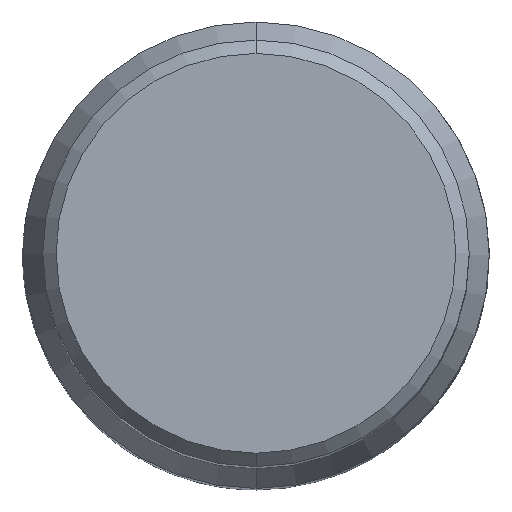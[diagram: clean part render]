
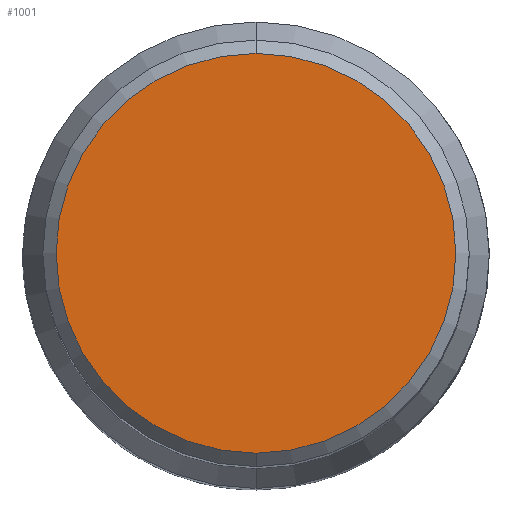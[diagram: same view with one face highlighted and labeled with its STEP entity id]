
A CAD part, top view. The second image highlights one B-rep face of the part: STEP entity #1001.
In plain terms, the highlighted planar face has unit normal (0, 0, 1).
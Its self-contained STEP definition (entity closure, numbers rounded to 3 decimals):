
#967=VERTEX_POINT('',#1907);
#981=EDGE_CURVE('',#967,#1269,#1921,.T.);
#1001=ADVANCED_FACE('',(#1943),#1944,.T.);
#1155=EDGE_CURVE('',#1269,#967,#2112,.T.);
#1269=VERTEX_POINT('',#2236);
#1907=CARTESIAN_POINT('',(0.0,15.0,0.0));
#1921=CIRCLE('',#3441,15.0);
#1943=FACE_OUTER_BOUND('',#3469,.T.);
#1944=PLANE('',#3470);
#2112=CIRCLE('',#3780,15.0);
#2236=CARTESIAN_POINT('',(0.,-15.0,0.0));
#3441=AXIS2_PLACEMENT_3D('',#4749,#4750,#4751);
#3469=EDGE_LOOP('',(#4778,#4779));
#3470=AXIS2_PLACEMENT_3D('',#4780,#4781,#4782);
#3780=AXIS2_PLACEMENT_3D('',#5011,#5012,#5013);
#4749=CARTESIAN_POINT('',(0.0,0.0,0.0));
#4750=DIRECTION('',(0.0,0.0,-1.0));
#4751=DIRECTION('',(0.0,1.0,0.0));
#4778=ORIENTED_EDGE('',*,*,#981,.F.);
#4779=ORIENTED_EDGE('',*,*,#1155,.F.);
#4780=CARTESIAN_POINT('',(0.0,7.5,0.0));
#4781=DIRECTION('',(-0.0,0.0,1.0));
#4782=DIRECTION('',(0.0,-1.0,0.0));
#5011=CARTESIAN_POINT('',(0.0,0.0,0.0));
#5012=DIRECTION('',(0.0,0.0,-1.0));
#5013=DIRECTION('',(0.0,1.0,0.0));
